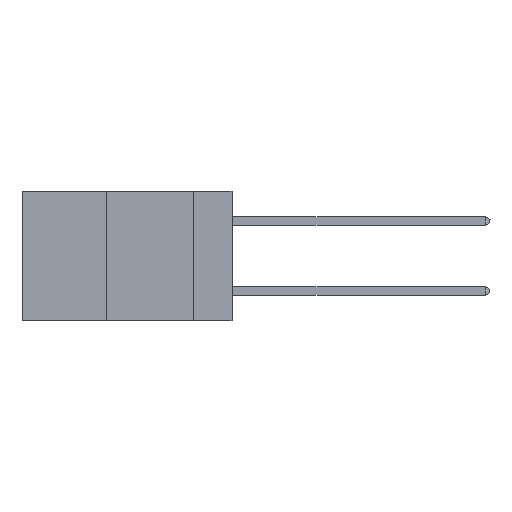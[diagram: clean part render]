
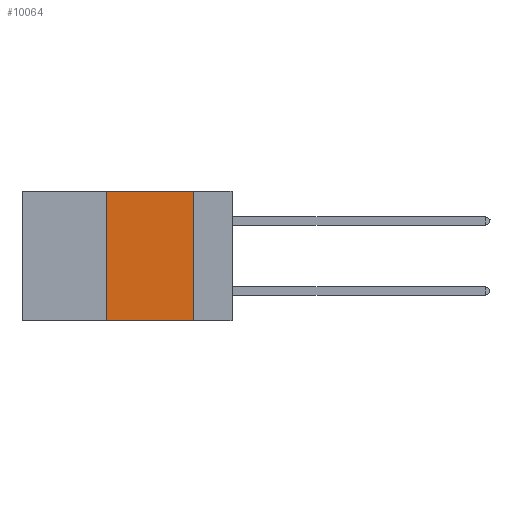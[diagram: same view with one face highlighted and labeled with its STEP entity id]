
A CAD part, left-side view. The second image highlights one B-rep face of the part: STEP entity #10064.
In plain terms, the highlighted planar face has unit normal (-1, 0, 0).
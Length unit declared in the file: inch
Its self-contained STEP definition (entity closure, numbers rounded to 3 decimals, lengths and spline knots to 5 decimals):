
#362 = FACE_OUTER_BOUND ( 'NONE', #6909, .T. ) ;
#1936 = CARTESIAN_POINT ( 'NONE',  ( 0., 0.11, -0.37 ) ) ;
#2026 = VECTOR ( 'NONE', #12656, 39.37008 ) ;
#2240 = VERTEX_POINT ( 'NONE', #11159 ) ;
#2586 = VERTEX_POINT ( 'NONE', #10706 ) ;
#2689 = DIRECTION ( 'NONE',  ( 0., 0., 1. ) ) ;
#3445 = CARTESIAN_POINT ( 'NONE',  ( 0., 0.6, 0. ) ) ;
#3910 = VERTEX_POINT ( 'NONE', #1936 ) ;
#4187 = DIRECTION ( 'NONE',  ( 0., -1., 0. ) ) ;
#4457 = DIRECTION ( 'NONE',  ( 0., 0., -1. ) ) ;
#4461 = VECTOR ( 'NONE', #5143, 39.37008 ) ;
#4709 = LINE ( 'NONE', #10754, #2026 ) ;
#5001 = LINE ( 'NONE', #7675, #7321 ) ;
#5143 = DIRECTION ( 'NONE',  ( 0., -1., 0. ) ) ;
#5648 = EDGE_CURVE ( 'NONE', #7090, #3910, #8632, .T. ) ;
#5733 = EDGE_CURVE ( 'NONE', #2586, #2240, #6208, .T. ) ;
#6063 = ORIENTED_EDGE ( 'NONE', *, *, #6716, .F. ) ;
#6205 = AXIS2_PLACEMENT_3D ( 'NONE', #3445, #10279, #4457 ) ;
#6208 = LINE ( 'NONE', #8178, #8475 ) ;
#6507 = ORIENTED_EDGE ( 'NONE', *, *, #5733, .F. ) ;
#6716 = EDGE_CURVE ( 'NONE', #7090, #2586, #5001, .T. ) ;
#6909 = EDGE_LOOP ( 'NONE', ( #10852, #6507, #6063, #11165 ) ) ;
#7090 = VERTEX_POINT ( 'NONE', #11031 ) ;
#7321 = VECTOR ( 'NONE', #2689, 39.37008 ) ;
#7384 = PLANE ( 'NONE',  #6205 ) ;
#7675 = CARTESIAN_POINT ( 'NONE',  ( 0., 0.36, 0. ) ) ;
#8178 = CARTESIAN_POINT ( 'NONE',  ( 0., 0.6, 0. ) ) ;
#8475 = VECTOR ( 'NONE', #4187, 39.37008 ) ;
#8632 = LINE ( 'NONE', #10938, #4461 ) ;
#10064 = ADVANCED_FACE ( 'NONE', ( #362 ), #7384, .F. ) ;
#10279 = DIRECTION ( 'NONE',  ( 1., 0., 0. ) ) ;
#10706 = CARTESIAN_POINT ( 'NONE',  ( 0., 0.36, 0. ) ) ;
#10754 = CARTESIAN_POINT ( 'NONE',  ( 0., 0.11, 0. ) ) ;
#10852 = ORIENTED_EDGE ( 'NONE', *, *, #11927, .F. ) ;
#10938 = CARTESIAN_POINT ( 'NONE',  ( 0., 0.6, -0.37 ) ) ;
#11031 = CARTESIAN_POINT ( 'NONE',  ( 0., 0.36, -0.37 ) ) ;
#11159 = CARTESIAN_POINT ( 'NONE',  ( 0., 0.11, 0. ) ) ;
#11165 = ORIENTED_EDGE ( 'NONE', *, *, #5648, .T. ) ;
#11927 = EDGE_CURVE ( 'NONE', #2240, #3910, #4709, .T. ) ;
#12656 = DIRECTION ( 'NONE',  ( 0., 0., -1. ) ) ;
